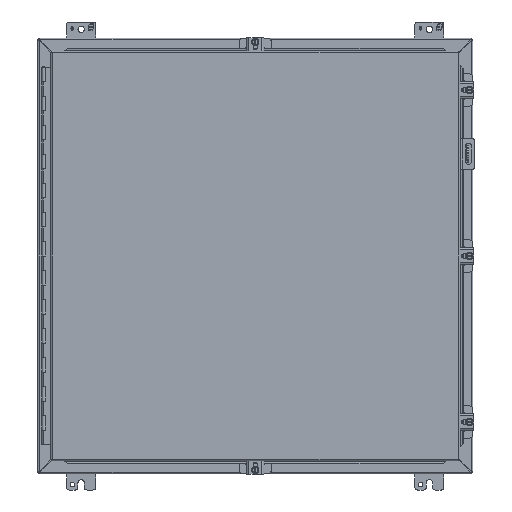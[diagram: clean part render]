
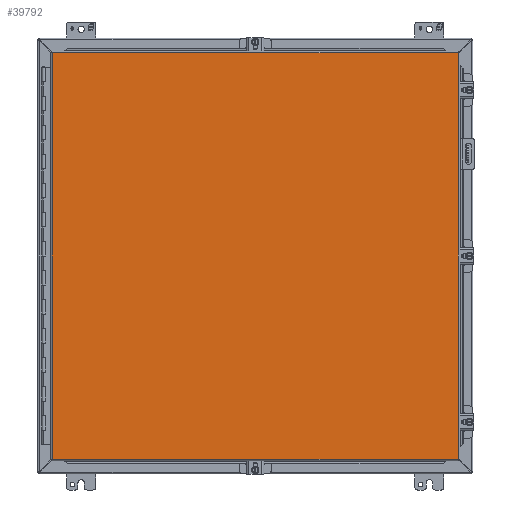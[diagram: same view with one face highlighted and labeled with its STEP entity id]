
A CAD part, front view. The second image highlights one B-rep face of the part: STEP entity #39792.
In plain terms, the highlighted planar face has unit normal (0, -1, 0).
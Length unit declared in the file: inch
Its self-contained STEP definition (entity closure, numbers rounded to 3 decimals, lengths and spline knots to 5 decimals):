
#1698 = CARTESIAN_POINT ( 'NONE',  ( 13.991, -9.21, 13.9945 ) ) ;
#3393 = CARTESIAN_POINT ( 'NONE',  ( 13.991, -9.21, -13.9945 ) ) ;
#3763 = DIRECTION ( 'NONE',  ( 0., 0., 1. ) ) ;
#5488 = ORIENTED_EDGE ( 'NONE', *, *, #11371, .F. ) ;
#5543 = DIRECTION ( 'NONE',  ( 0., 0., -1. ) ) ;
#7584 = CARTESIAN_POINT ( 'NONE',  ( 13.991, -9.21, -13.9945 ) ) ;
#7828 = CARTESIAN_POINT ( 'NONE',  ( -13.981, -9.21, 13.9945 ) ) ;
#9520 = VERTEX_POINT ( 'NONE', #53363 ) ;
#11371 = EDGE_CURVE ( 'NONE', #9520, #48233, #34431, .T. ) ;
#13665 = PLANE ( 'NONE',  #28115 ) ;
#14135 = EDGE_CURVE ( 'NONE', #48233, #14805, #45265, .T. ) ;
#14552 = VERTEX_POINT ( 'NONE', #3393 ) ;
#14805 = VERTEX_POINT ( 'NONE', #1698 ) ;
#16176 = EDGE_LOOP ( 'NONE', ( #28369, #23695, #5488, #23720 ) ) ;
#18252 = CARTESIAN_POINT ( 'NONE',  ( 13.991, -9.21, 13.9945 ) ) ;
#20592 = LINE ( 'NONE', #7584, #24408 ) ;
#23027 = EDGE_CURVE ( 'NONE', #14805, #14552, #36195, .T. ) ;
#23342 = DIRECTION ( 'NONE',  ( 0., 0., -1. ) ) ;
#23695 = ORIENTED_EDGE ( 'NONE', *, *, #14135, .F. ) ;
#23720 = ORIENTED_EDGE ( 'NONE', *, *, #28810, .F. ) ;
#24408 = VECTOR ( 'NONE', #45772, 39.37008 ) ;
#28097 = DIRECTION ( 'NONE',  ( 1., 0., 0. ) ) ;
#28115 = AXIS2_PLACEMENT_3D ( 'NONE', #33603, #43832, #23342 ) ;
#28369 = ORIENTED_EDGE ( 'NONE', *, *, #23027, .F. ) ;
#28810 = EDGE_CURVE ( 'NONE', #14552, #9520, #20592, .T. ) ;
#30267 = FACE_OUTER_BOUND ( 'NONE', #16176, .T. ) ;
#33603 = CARTESIAN_POINT ( 'NONE',  ( -13.981, -9.21, -13.9945 ) ) ;
#34431 = LINE ( 'NONE', #51298, #51050 ) ;
#36195 = LINE ( 'NONE', #18252, #49528 ) ;
#39792 = ADVANCED_FACE ( 'NONE', ( #30267 ), #13665, .T. ) ;
#43832 = DIRECTION ( 'NONE',  ( 0., -1., 0. ) ) ;
#45265 = LINE ( 'NONE', #53499, #46878 ) ;
#45772 = DIRECTION ( 'NONE',  ( -1., 0., 0. ) ) ;
#46878 = VECTOR ( 'NONE', #28097, 39.37008 ) ;
#48233 = VERTEX_POINT ( 'NONE', #7828 ) ;
#49528 = VECTOR ( 'NONE', #5543, 39.37008 ) ;
#51050 = VECTOR ( 'NONE', #3763, 39.37008 ) ;
#51298 = CARTESIAN_POINT ( 'NONE',  ( -13.981, -9.21, -13.9945 ) ) ;
#53363 = CARTESIAN_POINT ( 'NONE',  ( -13.981, -9.21, -13.9945 ) ) ;
#53499 = CARTESIAN_POINT ( 'NONE',  ( -13.981, -9.21, 13.9945 ) ) ;
